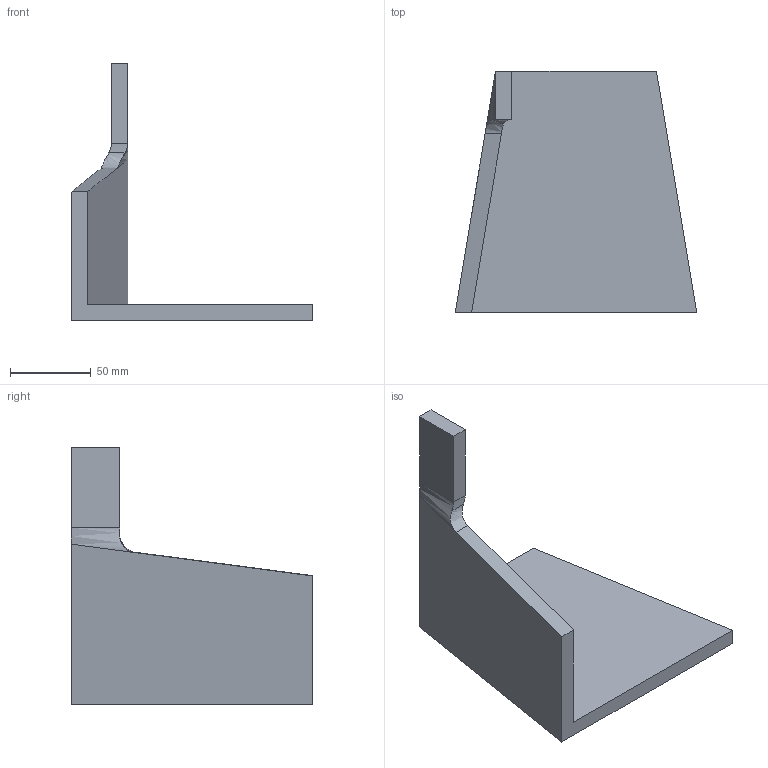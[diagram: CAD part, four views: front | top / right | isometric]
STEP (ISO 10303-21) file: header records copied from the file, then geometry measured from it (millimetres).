
FILE_DESCRIPTION (( 'STEP AP203' ), '1' );
FILE_NAME ('Part1.STEP', '2011-02-02T08:36:53', ( 'METAL DESIGN' ), ( 'private' ), 'SwSTEP 2.0', 'SolidWorks 2011', '' );
FILE_SCHEMA (( 'CONFIG_CONTROL_DESIGN' ));
Length unit declared in the file: millimetre
Products named in the file (1): Part1
Bounding box: 150 x 150 x 160 mm (x, y, z)
Volume: 327965.5 mm3; surface area: 73996.5 mm2
Topology: 1 solids, 1 shells, 18 faces, 40 edges, 24 vertices
Faces by surface type: plane 13, bspline 5
Entity records: 695 total; most frequent: CARTESIAN_POINT 253, ORIENTED_EDGE 80, DIRECTION 60, EDGE_CURVE 40, VECTOR 32, LINE 32, VERTEX_POINT 24, ADVANCED_FACE 18
